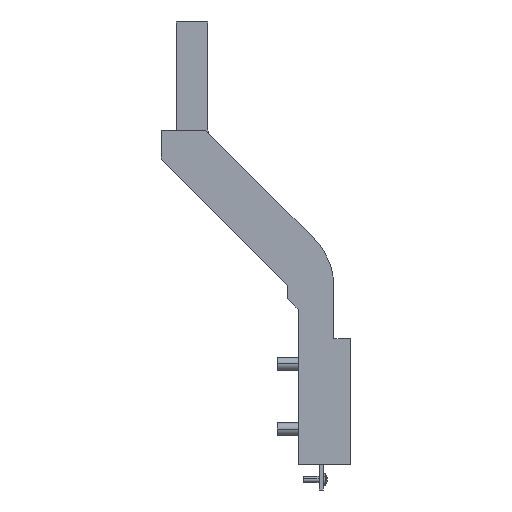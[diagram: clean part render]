
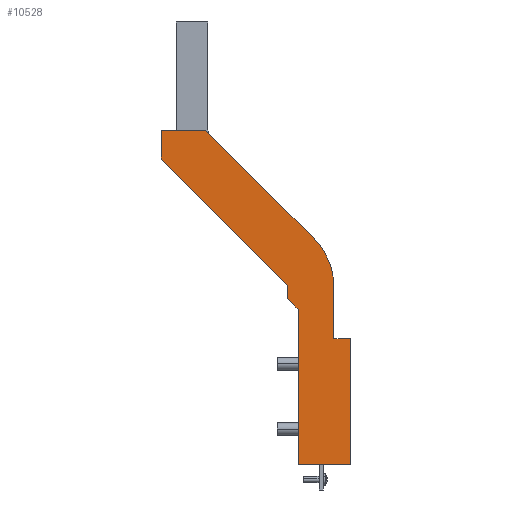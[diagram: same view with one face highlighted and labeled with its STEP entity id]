
A CAD part, left-side view. The second image highlights one B-rep face of the part: STEP entity #10528.
In plain terms, the highlighted planar face has unit normal (-1, 0, 0).
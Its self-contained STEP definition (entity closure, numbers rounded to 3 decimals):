
#9994=AXIS2_PLACEMENT_3D('Circle Axis2P3D',#9992,#9993,$) ;
#10500=AXIS2_PLACEMENT_3D('Plane Axis2P3D',#10497,#10498,#10499) ;
#9570=CARTESIAN_POINT('Vertex',(-94.642,-92.,201.5)) ;
#9573=CARTESIAN_POINT('Line Origine',(-94.642,-92.,238.5)) ;
#9577=CARTESIAN_POINT('Vertex',(-94.642,-92.,275.5)) ;
#9867=CARTESIAN_POINT('Vertex',(-94.642,-117.,201.5)) ;
#9870=CARTESIAN_POINT('Line Origine',(-94.642,-104.5,201.5)) ;
#9942=CARTESIAN_POINT('Vertex',(-94.642,-48.,360.5)) ;
#9947=CARTESIAN_POINT('Line Origine',(-94.642,-73.814,334.686)) ;
#9951=CARTESIAN_POINT('Vertex',(-94.642,-99.627,308.873)) ;
#9992=CARTESIAN_POINT('Axis2P3D Location',(-94.642,-77.,286.245)) ;
#9996=CARTESIAN_POINT('Vertex',(-94.642,-109.,286.245)) ;
#10016=CARTESIAN_POINT('Line Origine',(-94.642,-109.,273.873)) ;
#10020=CARTESIAN_POINT('Vertex',(-94.642,-109.,261.5)) ;
#10040=CARTESIAN_POINT('Line Origine',(-94.642,-113.,261.5)) ;
#10044=CARTESIAN_POINT('Vertex',(-94.642,-117.,261.5)) ;
#10064=CARTESIAN_POINT('Line Origine',(-94.642,-117.,231.5)) ;
#10419=CARTESIAN_POINT('Line Origine',(-94.642,-89.5,278.)) ;
#10423=CARTESIAN_POINT('Vertex',(-94.642,-87.,280.5)) ;
#10445=CARTESIAN_POINT('Line Origine',(-94.642,-87.,283.676)) ;
#10449=CARTESIAN_POINT('Vertex',(-94.642,-87.,286.852)) ;
#10471=CARTESIAN_POINT('Line Origine',(-94.642,-57.,316.852)) ;
#10475=CARTESIAN_POINT('Vertex',(-94.642,-27.,346.852)) ;
#10497=CARTESIAN_POINT('Axis2P3D Location',(-94.642,-92.,269.5)) ;
#10502=CARTESIAN_POINT('Line Origine',(-94.642,-37.5,360.5)) ;
#10506=CARTESIAN_POINT('Vertex',(-94.642,-27.,360.5)) ;
#10509=CARTESIAN_POINT('Line Origine',(-94.642,-27.,353.676)) ;
#9574=DIRECTION('Vector Direction',(0.,0.,1.)) ;
#9871=DIRECTION('Vector Direction',(0.,1.,0.)) ;
#9948=DIRECTION('Vector Direction',(0.,-0.707,-0.707)) ;
#9993=DIRECTION('Axis2P3D Direction',(1.,0.,0.)) ;
#10017=DIRECTION('Vector Direction',(0.,0.,-1.)) ;
#10041=DIRECTION('Vector Direction',(0.,-1.,0.)) ;
#10065=DIRECTION('Vector Direction',(0.,0.,-1.)) ;
#10420=DIRECTION('Vector Direction',(0.,0.707,0.707)) ;
#10446=DIRECTION('Vector Direction',(0.,0.,1.)) ;
#10472=DIRECTION('Vector Direction',(0.,0.707,0.707)) ;
#10498=DIRECTION('Axis2P3D Direction',(1.,0.,0.)) ;
#10499=DIRECTION('Axis2P3D XDirection',(0.,1.,0.)) ;
#10503=DIRECTION('Vector Direction',(0.,1.,0.)) ;
#10510=DIRECTION('Vector Direction',(0.,0.,1.)) ;
#9575=VECTOR('Line Direction',#9574,1.) ;
#9872=VECTOR('Line Direction',#9871,1.) ;
#9949=VECTOR('Line Direction',#9948,1.) ;
#10018=VECTOR('Line Direction',#10017,1.) ;
#10042=VECTOR('Line Direction',#10041,1.) ;
#10066=VECTOR('Line Direction',#10065,1.) ;
#10421=VECTOR('Line Direction',#10420,1.) ;
#10447=VECTOR('Line Direction',#10446,1.) ;
#10473=VECTOR('Line Direction',#10472,1.) ;
#10504=VECTOR('Line Direction',#10503,1.) ;
#10511=VECTOR('Line Direction',#10510,1.) ;
#10515=ORIENTED_EDGE('',*,*,#9579,.F.) ;
#10516=ORIENTED_EDGE('',*,*,#9874,.F.) ;
#10517=ORIENTED_EDGE('',*,*,#10068,.F.) ;
#10518=ORIENTED_EDGE('',*,*,#10046,.F.) ;
#10519=ORIENTED_EDGE('',*,*,#10022,.F.) ;
#10520=ORIENTED_EDGE('',*,*,#9998,.F.) ;
#10521=ORIENTED_EDGE('',*,*,#9953,.F.) ;
#10522=ORIENTED_EDGE('',*,*,#10508,.F.) ;
#10523=ORIENTED_EDGE('',*,*,#10513,.F.) ;
#10524=ORIENTED_EDGE('',*,*,#10477,.F.) ;
#10525=ORIENTED_EDGE('',*,*,#10451,.F.) ;
#10526=ORIENTED_EDGE('',*,*,#10425,.F.) ;
#10528=ADVANCED_FACE('RA4762001_1PA_001_02_PROTEZIONE_TERMINALE_ANTERIORE',(#10527),#10501,.F.) ;
#9995=CIRCLE('generated circle',#9994,32.) ;
#9579=EDGE_CURVE('',#9571,#9578,#9576,.T.) ;
#9874=EDGE_CURVE('',#9868,#9571,#9873,.T.) ;
#9953=EDGE_CURVE('',#9943,#9952,#9950,.T.) ;
#9998=EDGE_CURVE('',#9952,#9997,#9995,.T.) ;
#10022=EDGE_CURVE('',#9997,#10021,#10019,.T.) ;
#10046=EDGE_CURVE('',#10021,#10045,#10043,.T.) ;
#10068=EDGE_CURVE('',#10045,#9868,#10067,.T.) ;
#10425=EDGE_CURVE('',#9578,#10424,#10422,.T.) ;
#10451=EDGE_CURVE('',#10424,#10450,#10448,.T.) ;
#10477=EDGE_CURVE('',#10450,#10476,#10474,.T.) ;
#10508=EDGE_CURVE('',#10507,#9943,#10505,.F.) ;
#10513=EDGE_CURVE('',#10476,#10507,#10512,.T.) ;
#10514=EDGE_LOOP('',(#10515,#10516,#10517,#10518,#10519,#10520,#10521,#10522,#10523,#10524,#10525,#10526)) ;
#10527=FACE_OUTER_BOUND('',#10514,.T.) ;
#9576=LINE('Line',#9573,#9575) ;
#9873=LINE('Line',#9870,#9872) ;
#9950=LINE('Line',#9947,#9949) ;
#10019=LINE('Line',#10016,#10018) ;
#10043=LINE('Line',#10040,#10042) ;
#10067=LINE('Line',#10064,#10066) ;
#10422=LINE('Line',#10419,#10421) ;
#10448=LINE('Line',#10445,#10447) ;
#10474=LINE('Line',#10471,#10473) ;
#10505=LINE('Line',#10502,#10504) ;
#10512=LINE('Line',#10509,#10511) ;
#10501=PLANE('',#10500) ;
#9571=VERTEX_POINT('',#9570) ;
#9578=VERTEX_POINT('',#9577) ;
#9868=VERTEX_POINT('',#9867) ;
#9943=VERTEX_POINT('',#9942) ;
#9952=VERTEX_POINT('',#9951) ;
#9997=VERTEX_POINT('',#9996) ;
#10021=VERTEX_POINT('',#10020) ;
#10045=VERTEX_POINT('',#10044) ;
#10424=VERTEX_POINT('',#10423) ;
#10450=VERTEX_POINT('',#10449) ;
#10476=VERTEX_POINT('',#10475) ;
#10507=VERTEX_POINT('',#10506) ;
